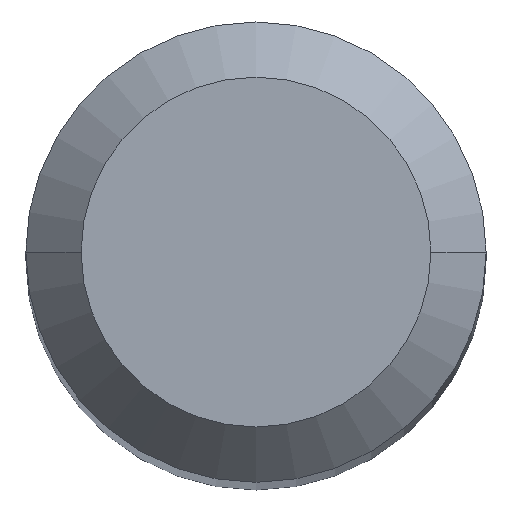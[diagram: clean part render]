
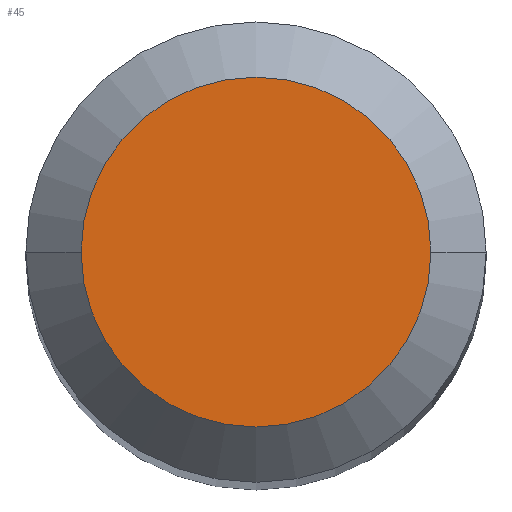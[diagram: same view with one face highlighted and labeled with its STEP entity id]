
A CAD part, top view. The second image highlights one B-rep face of the part: STEP entity #45.
In plain terms, the highlighted planar face has unit normal (0, 0, 1).
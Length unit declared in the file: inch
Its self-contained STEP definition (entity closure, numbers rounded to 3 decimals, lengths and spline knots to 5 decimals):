
#10 = AXIS2_PLACEMENT_3D ( 'NONE', #273, #203, #278 ) ;
#27 = CARTESIAN_POINT ( 'NONE',  ( 0., 0., 1.5 ) ) ;
#45 = ADVANCED_FACE ( 'NONE', ( #166 ), #263, .T. ) ;
#57 = ORIENTED_EDGE ( 'NONE', *, *, #296, .T. ) ;
#110 = CIRCLE ( 'NONE', #10, 0.0475 ) ;
#121 = DIRECTION ( 'NONE',  ( 1., 0., 0. ) ) ;
#139 = CIRCLE ( 'NONE', #226, 0.0475 ) ;
#145 = CARTESIAN_POINT ( 'NONE',  ( 0., 0., 1.5 ) ) ;
#166 = FACE_OUTER_BOUND ( 'NONE', #283, .T. ) ;
#177 = AXIS2_PLACEMENT_3D ( 'NONE', #145, #217, #121 ) ;
#183 = CARTESIAN_POINT ( 'NONE',  ( -0.0475, 0., 1.5 ) ) ;
#185 = VERTEX_POINT ( 'NONE', #250 ) ;
#203 = DIRECTION ( 'NONE',  ( 0., 0., 1. ) ) ;
#216 = EDGE_CURVE ( 'NONE', #286, #185, #139, .T. ) ;
#217 = DIRECTION ( 'NONE',  ( 0., 0., 1. ) ) ;
#223 = DIRECTION ( 'NONE',  ( 0., 0., 1. ) ) ;
#226 = AXIS2_PLACEMENT_3D ( 'NONE', #27, #223, #230 ) ;
#230 = DIRECTION ( 'NONE',  ( 1., 0., 0. ) ) ;
#243 = ORIENTED_EDGE ( 'NONE', *, *, #216, .T. ) ;
#250 = CARTESIAN_POINT ( 'NONE',  ( 0.0475, 0., 1.5 ) ) ;
#263 = PLANE ( 'NONE',  #177 ) ;
#273 = CARTESIAN_POINT ( 'NONE',  ( 0., 0., 1.5 ) ) ;
#278 = DIRECTION ( 'NONE',  ( 1., 0., 0. ) ) ;
#283 = EDGE_LOOP ( 'NONE', ( #243, #57 ) ) ;
#286 = VERTEX_POINT ( 'NONE', #183 ) ;
#296 = EDGE_CURVE ( 'NONE', #185, #286, #110, .T. ) ;
